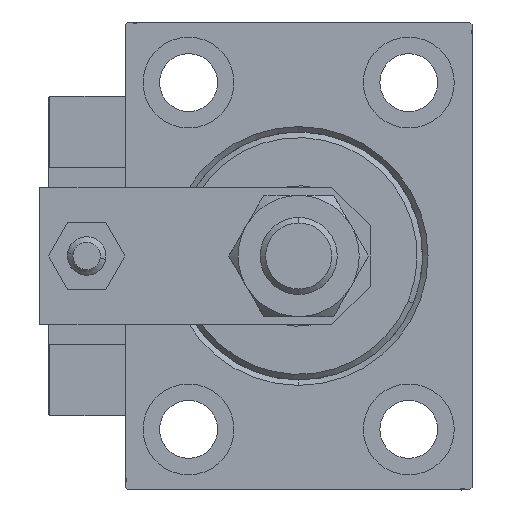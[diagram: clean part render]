
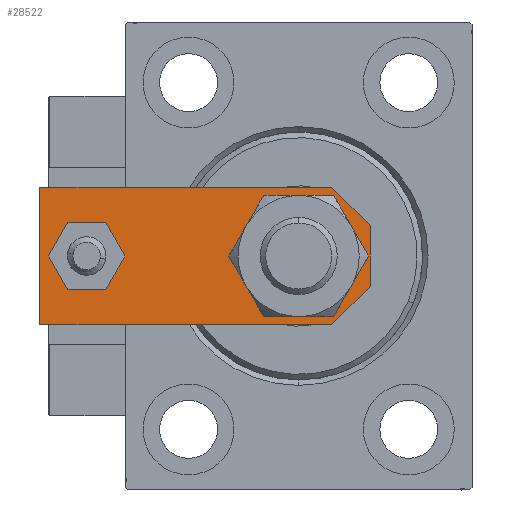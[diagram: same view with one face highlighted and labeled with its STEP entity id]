
A CAD part, left-side view. The second image highlights one B-rep face of the part: STEP entity #28522.
In plain terms, the highlighted face is planar.
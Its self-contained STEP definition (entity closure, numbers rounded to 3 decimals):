
#1985 = CARTESIAN_POINT ( 'NONE',  ( 12.5, 60., 6. ) ) ;
#2043 = CARTESIAN_POINT ( 'NONE',  ( -4., 51.5, 6. ) ) ;
#2264 = DIRECTION ( 'NONE',  ( -1., 0., 0. ) ) ;
#2394 = VECTOR ( 'NONE', #45986, 1000. ) ;
#3140 = DIRECTION ( 'NONE',  ( 0., 0., 1. ) ) ;
#3550 = FACE_OUTER_BOUND ( 'NONE', #27939, .T. ) ;
#5254 = LINE ( 'NONE', #21477, #51892 ) ;
#5853 = EDGE_CURVE ( 'NONE', #26793, #15943, #20866, .T. ) ;
#6429 = CARTESIAN_POINT ( 'NONE',  ( -2.75, -2.75, 6. ) ) ;
#6580 = CARTESIAN_POINT ( 'NONE',  ( 12.5, 7., 6. ) ) ;
#7122 = DIRECTION ( 'NONE',  ( 1., 0., 0. ) ) ;
#9800 = CARTESIAN_POINT ( 'NONE',  ( 8.25, 13., 6. ) ) ;
#10319 = CARTESIAN_POINT ( 'NONE',  ( 0., 13., 6. ) ) ;
#10382 = ORIENTED_EDGE ( 'NONE', *, *, #49258, .T. ) ;
#10748 = DIRECTION ( 'NONE',  ( 0., 0., 1. ) ) ;
#10751 = EDGE_CURVE ( 'NONE', #51701, #26474, #42801, .T. ) ;
#11978 = VERTEX_POINT ( 'NONE', #6580 ) ;
#12516 = AXIS2_PLACEMENT_3D ( 'NONE', #39406, #10748, #30931 ) ;
#14113 = EDGE_CURVE ( 'NONE', #26474, #51486, #19657, .T. ) ;
#14119 = DIRECTION ( 'NONE',  ( 1., 0., 0. ) ) ;
#14648 = CIRCLE ( 'NONE', #39755, 4. ) ;
#15476 = VERTEX_POINT ( 'NONE', #45917 ) ;
#15943 = VERTEX_POINT ( 'NONE', #39206 ) ;
#17565 = ORIENTED_EDGE ( 'NONE', *, *, #29925, .T. ) ;
#19243 = PLANE ( 'NONE',  #12516 ) ;
#19657 = LINE ( 'NONE', #42767, #32108 ) ;
#20000 = EDGE_LOOP ( 'NONE', ( #25330, #23928 ) ) ;
#20866 = CIRCLE ( 'NONE', #50540, 8.25 ) ;
#20909 = VERTEX_POINT ( 'NONE', #41497 ) ;
#21477 = CARTESIAN_POINT ( 'NONE',  ( 12.5, 0., 6. ) ) ;
#22111 = DIRECTION ( 'NONE',  ( 0., 0., 1. ) ) ;
#22322 = CARTESIAN_POINT ( 'NONE',  ( 0., 51.5, 6. ) ) ;
#22376 = CARTESIAN_POINT ( 'NONE',  ( 0., 13., 6. ) ) ;
#22565 = CIRCLE ( 'NONE', #27618, 8.25 ) ;
#23100 = VERTEX_POINT ( 'NONE', #2043 ) ;
#23235 = FACE_BOUND ( 'NONE', #20000, .T. ) ;
#23452 = CARTESIAN_POINT ( 'NONE',  ( 2.75, -2.75, 6. ) ) ;
#23928 = ORIENTED_EDGE ( 'NONE', *, *, #28585, .F. ) ;
#24875 = EDGE_CURVE ( 'NONE', #23100, #20909, #14648, .T. ) ;
#25330 = ORIENTED_EDGE ( 'NONE', *, *, #24875, .F. ) ;
#26474 = VERTEX_POINT ( 'NONE', #49173 ) ;
#26793 = VERTEX_POINT ( 'NONE', #9800 ) ;
#27618 = AXIS2_PLACEMENT_3D ( 'NONE', #10319, #3140, #7122 ) ;
#27939 = EDGE_LOOP ( 'NONE', ( #50428, #31146, #42727, #17565, #10382, #38050 ) ) ;
#28235 = CARTESIAN_POINT ( 'NONE',  ( 0., 51.5, 6. ) ) ;
#28522 = ADVANCED_FACE ( 'NONE', ( #23235, #3550, #31705 ), #19243, .T. ) ;
#28585 = EDGE_CURVE ( 'NONE', #20909, #23100, #42200, .T. ) ;
#28789 = VERTEX_POINT ( 'NONE', #47842 ) ;
#29379 = EDGE_CURVE ( 'NONE', #15476, #51701, #47524, .T. ) ;
#29925 = EDGE_CURVE ( 'NONE', #51486, #11978, #34846, .T. ) ;
#30931 = DIRECTION ( 'NONE',  ( 1., 0., 0. ) ) ;
#31146 = ORIENTED_EDGE ( 'NONE', *, *, #10751, .T. ) ;
#31705 = FACE_BOUND ( 'NONE', #34545, .T. ) ;
#32108 = VECTOR ( 'NONE', #51802, 1000. ) ;
#34545 = EDGE_LOOP ( 'NONE', ( #38735, #38660 ) ) ;
#34846 = LINE ( 'NONE', #23452, #37160 ) ;
#35557 = CARTESIAN_POINT ( 'NONE',  ( -12.5, 60., 6. ) ) ;
#36209 = DIRECTION ( 'NONE',  ( 1., 0., 0. ) ) ;
#37160 = VECTOR ( 'NONE', #39351, 1000. ) ;
#38050 = ORIENTED_EDGE ( 'NONE', *, *, #51148, .T. ) ;
#38660 = ORIENTED_EDGE ( 'NONE', *, *, #5853, .F. ) ;
#38735 = ORIENTED_EDGE ( 'NONE', *, *, #39574, .F. ) ;
#38760 = DIRECTION ( 'NONE',  ( 1., 0., 0. ) ) ;
#38767 = DIRECTION ( 'NONE',  ( 0., -1., 0. ) ) ;
#39206 = CARTESIAN_POINT ( 'NONE',  ( -8.25, 13., 6. ) ) ;
#39351 = DIRECTION ( 'NONE',  ( 0.707, 0.707, 0. ) ) ;
#39406 = CARTESIAN_POINT ( 'NONE',  ( 0., 0., 6. ) ) ;
#39574 = EDGE_CURVE ( 'NONE', #15943, #26793, #22565, .T. ) ;
#39755 = AXIS2_PLACEMENT_3D ( 'NONE', #22322, #46195, #38760 ) ;
#40864 = DIRECTION ( 'NONE',  ( 0., 1., 0. ) ) ;
#41497 = CARTESIAN_POINT ( 'NONE',  ( 4., 51.5, 6. ) ) ;
#41883 = CARTESIAN_POINT ( 'NONE',  ( -12.5, 7., 6. ) ) ;
#42200 = CIRCLE ( 'NONE', #46456, 4. ) ;
#42727 = ORIENTED_EDGE ( 'NONE', *, *, #14113, .T. ) ;
#42767 = CARTESIAN_POINT ( 'NONE',  ( -12.5, 0., 6. ) ) ;
#42801 = LINE ( 'NONE', #6429, #2394 ) ;
#44698 = DIRECTION ( 'NONE',  ( 0., 0., 1. ) ) ;
#45917 = CARTESIAN_POINT ( 'NONE',  ( -12.5, 60., 6. ) ) ;
#45986 = DIRECTION ( 'NONE',  ( 0.707, -0.707, 0. ) ) ;
#46195 = DIRECTION ( 'NONE',  ( 0., 0., 1. ) ) ;
#46456 = AXIS2_PLACEMENT_3D ( 'NONE', #28235, #44698, #36209 ) ;
#47524 = LINE ( 'NONE', #35557, #49864 ) ;
#47679 = VECTOR ( 'NONE', #2264, 1000. ) ;
#47842 = CARTESIAN_POINT ( 'NONE',  ( 12.5, 60., 6. ) ) ;
#49173 = CARTESIAN_POINT ( 'NONE',  ( -5.5, 0., 6. ) ) ;
#49258 = EDGE_CURVE ( 'NONE', #11978, #28789, #5254, .T. ) ;
#49864 = VECTOR ( 'NONE', #38767, 1000. ) ;
#50428 = ORIENTED_EDGE ( 'NONE', *, *, #29379, .T. ) ;
#50540 = AXIS2_PLACEMENT_3D ( 'NONE', #22376, #22111, #14119 ) ;
#50603 = LINE ( 'NONE', #1985, #47679 ) ;
#51148 = EDGE_CURVE ( 'NONE', #28789, #15476, #50603, .T. ) ;
#51486 = VERTEX_POINT ( 'NONE', #52568 ) ;
#51701 = VERTEX_POINT ( 'NONE', #41883 ) ;
#51802 = DIRECTION ( 'NONE',  ( 1., 0., 0. ) ) ;
#51892 = VECTOR ( 'NONE', #40864, 1000. ) ;
#52568 = CARTESIAN_POINT ( 'NONE',  ( 5.5, 0., 6. ) ) ;
